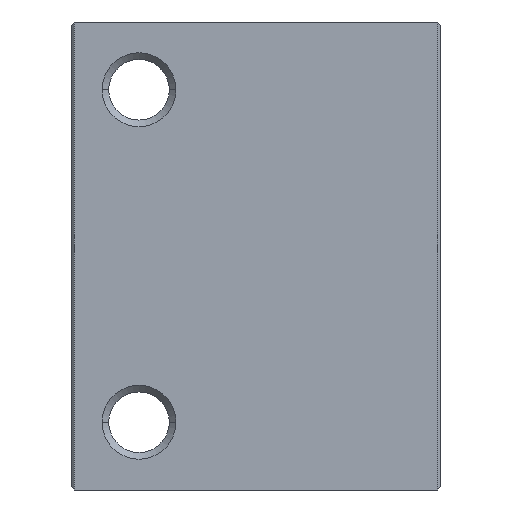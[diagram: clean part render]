
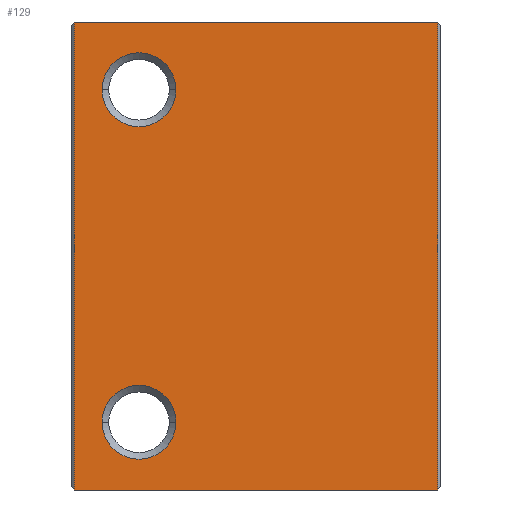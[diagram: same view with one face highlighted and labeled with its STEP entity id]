
A CAD part, left-side view. The second image highlights one B-rep face of the part: STEP entity #129.
In plain terms, the highlighted planar face has unit normal (-1, 0, 0).
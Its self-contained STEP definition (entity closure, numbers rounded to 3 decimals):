
#129 = ADVANCED_FACE( '', ( #251, #252, #253 ), #254, .T. );
#251 = FACE_BOUND( '', #377, .T. );
#252 = FACE_BOUND( '', #378, .T. );
#253 = FACE_OUTER_BOUND( '', #379, .T. );
#254 = PLANE( '', #380 );
#377 = EDGE_LOOP( '', ( #768, #769 ) );
#378 = EDGE_LOOP( '', ( #770, #771 ) );
#379 = EDGE_LOOP( '', ( #772, #773, #774, #775 ) );
#380 = AXIS2_PLACEMENT_3D( '', #776, #777, #778 );
#768 = ORIENTED_EDGE( '', *, *, #890, .T. );
#769 = ORIENTED_EDGE( '', *, *, #819, .T. );
#770 = ORIENTED_EDGE( '', *, *, #896, .T. );
#771 = ORIENTED_EDGE( '', *, *, #805, .T. );
#772 = ORIENTED_EDGE( '', *, *, #873, .T. );
#773 = ORIENTED_EDGE( '', *, *, #870, .F. );
#774 = ORIENTED_EDGE( '', *, *, #905, .F. );
#775 = ORIENTED_EDGE( '', *, *, #878, .T. );
#776 = CARTESIAN_POINT( '', ( -12., 18.75, 19. ) );
#777 = DIRECTION( '', ( -1., 0., 0. ) );
#778 = DIRECTION( '', ( 0., 1., 0. ) );
#805 = EDGE_CURVE( '', #941, #938, #942, .T. );
#819 = EDGE_CURVE( '', #967, #964, #968, .T. );
#870 = EDGE_CURVE( '', #1045, #1031, #1060, .T. );
#873 = EDGE_CURVE( '', #1037, #1031, #1063, .T. );
#878 = EDGE_CURVE( '', #1055, #1037, #1068, .T. );
#890 = EDGE_CURVE( '', #964, #967, #1080, .T. );
#896 = EDGE_CURVE( '', #938, #941, #1086, .T. );
#905 = EDGE_CURVE( '', #1055, #1045, #1095, .T. );
#938 = VERTEX_POINT( '', #1136 );
#941 = VERTEX_POINT( '', #1140 );
#942 = CIRCLE( '', #1141, 3. );
#964 = VERTEX_POINT( '', #1170 );
#967 = VERTEX_POINT( '', #1174 );
#968 = CIRCLE( '', #1175, 3. );
#1031 = VERTEX_POINT( '', #1257 );
#1037 = VERTEX_POINT( '', #1266 );
#1045 = VERTEX_POINT( '', #1278 );
#1055 = VERTEX_POINT( '', #1293 );
#1060 = LINE( '', #1302, #1303 );
#1063 = LINE( '', #1307, #1308 );
#1068 = LINE( '', #1317, #1318 );
#1080 = CIRCLE( '', #1330, 3. );
#1086 = CIRCLE( '', #1336, 3. );
#1095 = LINE( '', #1346, #1347 );
#1136 = CARTESIAN_POINT( '', ( -12., 16.5, 13.5 ) );
#1140 = CARTESIAN_POINT( '', ( -12., 10.5, 13.5 ) );
#1141 = AXIS2_PLACEMENT_3D( '', #1381, #1382, #1383 );
#1170 = CARTESIAN_POINT( '', ( -12., 16.5, -13.5 ) );
#1174 = CARTESIAN_POINT( '', ( -12., 10.5, -13.5 ) );
#1175 = AXIS2_PLACEMENT_3D( '', #1407, #1408, #1409 );
#1257 = CARTESIAN_POINT( '', ( -12., -10.75, -19. ) );
#1266 = CARTESIAN_POINT( '', ( -12., 18.75, -19. ) );
#1278 = CARTESIAN_POINT( '', ( -12., -10.75, 19. ) );
#1293 = CARTESIAN_POINT( '', ( -12., 18.75, 19. ) );
#1302 = CARTESIAN_POINT( '', ( -12., -10.75, 19. ) );
#1303 = VECTOR( '', #1490, 1. );
#1307 = CARTESIAN_POINT( '', ( -12., 18.75, -19. ) );
#1308 = VECTOR( '', #1495, 1. );
#1317 = CARTESIAN_POINT( '', ( -12., 18.75, 19. ) );
#1318 = VECTOR( '', #1500, 1. );
#1330 = AXIS2_PLACEMENT_3D( '', #1534, #1535, #1536 );
#1336 = AXIS2_PLACEMENT_3D( '', #1552, #1553, #1554 );
#1346 = CARTESIAN_POINT( '', ( -12., 18.75, 19. ) );
#1347 = VECTOR( '', #1577, 1. );
#1381 = CARTESIAN_POINT( '', ( -12., 13.5, 13.5 ) );
#1382 = DIRECTION( '', ( 1., 0., 0. ) );
#1383 = DIRECTION( '', ( 0., 1., 0. ) );
#1407 = CARTESIAN_POINT( '', ( -12., 13.5, -13.5 ) );
#1408 = DIRECTION( '', ( 1., 0., 0. ) );
#1409 = DIRECTION( '', ( 0., 1., 0. ) );
#1490 = DIRECTION( '', ( 0., 0., -1. ) );
#1495 = DIRECTION( '', ( 0., -1., 0. ) );
#1500 = DIRECTION( '', ( 0., 0., -1. ) );
#1534 = CARTESIAN_POINT( '', ( -12., 13.5, -13.5 ) );
#1535 = DIRECTION( '', ( 1., 0., 0. ) );
#1536 = DIRECTION( '', ( 0., 1., 0. ) );
#1552 = CARTESIAN_POINT( '', ( -12., 13.5, 13.5 ) );
#1553 = DIRECTION( '', ( 1., 0., 0. ) );
#1554 = DIRECTION( '', ( 0., 1., 0. ) );
#1577 = DIRECTION( '', ( 0., -1., 0. ) );
